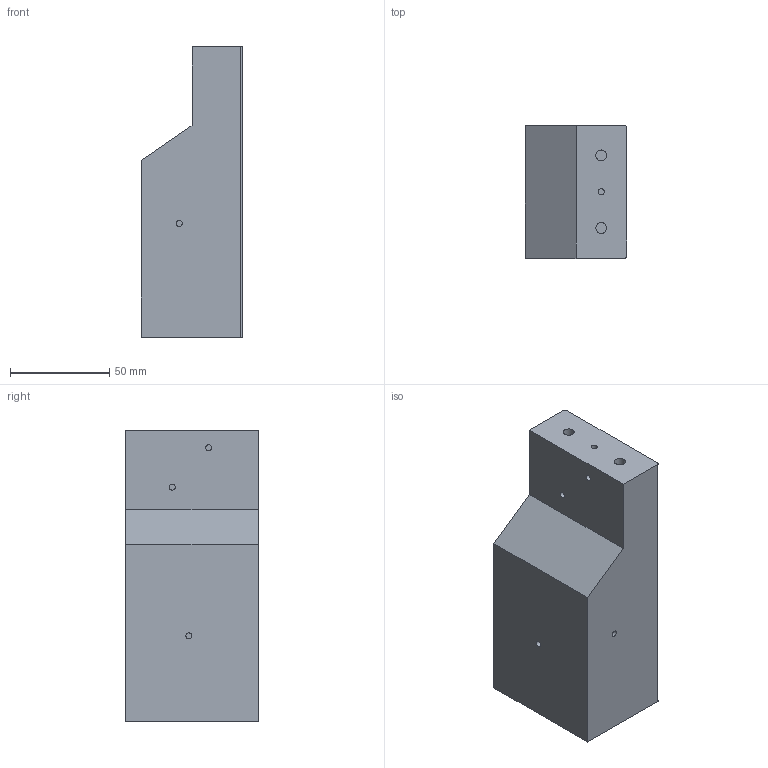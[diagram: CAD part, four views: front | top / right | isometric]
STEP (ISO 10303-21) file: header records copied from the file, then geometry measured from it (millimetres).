
FILE_DESCRIPTION(/* description */ (''),/* implementation_level */ '2;1');
FILE_NAME(/* name */ 'Ion_arm_01.step',/* time_stamp */ '2020-11-25T11:02:51+01:00',/* author */ (''),/* organization */ (''),/* preprocessor_version */ 'ST-DEVELOPER v18.1',/* originating_system */ 'Autodesk Translation Framework v9.3.0.1241',/* authorisation */ '');
FILE_SCHEMA (('AUTOMOTIVE_DESIGN { 1 0 10303 214 3 1 1 }'));
Length unit declared in the file: millimetre
Products named in the file (1): Ion_arm_01 (2)
Bounding box: 50.8 x 66.7 x 146 mm (x, y, z)
Volume: 183996.6 mm3; surface area: 62173.2 mm2
Topology: 1 solids, 1 shells, 41 faces, 99 edges, 65 vertices
Faces by surface type: plane 23, cylinder 18
Full cylindrical faces by diameter (mm): 2.8 x1, 3 x11, 5.5 x2
Entity records: 1282 total; most frequent: DIRECTION 220, CARTESIAN_POINT 206, ORIENTED_EDGE 198, EDGE_CURVE 99, AXIS2_PLACEMENT_3D 79, VERTEX_POINT 65, EDGE_LOOP 64, LINE 62
